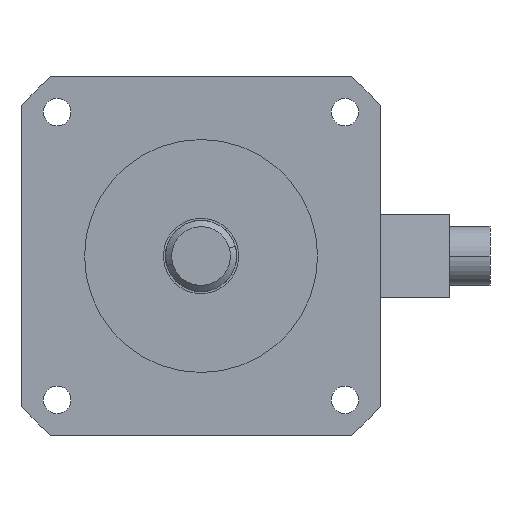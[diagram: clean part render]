
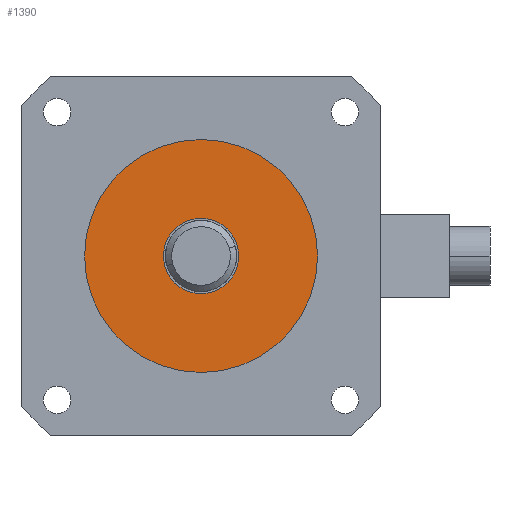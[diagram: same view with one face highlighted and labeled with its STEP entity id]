
A CAD part, left-side view. The second image highlights one B-rep face of the part: STEP entity #1390.
In plain terms, the highlighted planar face has unit normal (-1, 0, 0).
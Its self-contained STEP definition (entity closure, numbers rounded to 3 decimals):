
#88 = EDGE_CURVE ( 'NONE', #2290, #3068, #3365, .T. ) ;
#159 = CIRCLE ( 'NONE', #161, 17.5 ) ;
#161 = AXIS2_PLACEMENT_3D ( 'NONE', #162, #163, #164 ) ;
#162 = CARTESIAN_POINT ( 'NONE',  ( -3., 0., 0. ) ) ;
#163 = DIRECTION ( 'NONE',  ( -1., 0., 0. ) ) ;
#164 = DIRECTION ( 'NONE',  ( 0., -1., 0. ) ) ;
#419 = CIRCLE ( 'NONE', #420, 57.25 ) ;
#420 = AXIS2_PLACEMENT_3D ( 'NONE', #421, #422, #423 ) ;
#421 = CARTESIAN_POINT ( 'NONE',  ( -3., 0., 0. ) ) ;
#422 = DIRECTION ( 'NONE',  ( -1., 0., 0. ) ) ;
#423 = DIRECTION ( 'NONE',  ( 0., -1., 0. ) ) ;
#469 = FACE_BOUND ( 'NONE', #2832, .T. ) ;
#470 = FACE_OUTER_BOUND ( 'NONE', #1642, .T. ) ;
#471 = PLANE ( 'NONE',  #472 ) ;
#472 = AXIS2_PLACEMENT_3D ( 'NONE', #473, #474, #475 ) ;
#473 = CARTESIAN_POINT ( 'NONE',  ( -3., 17.5, 0. ) ) ;
#474 = DIRECTION ( 'NONE',  ( 1., 0., 0. ) ) ;
#475 = DIRECTION ( 'NONE',  ( 0., 1., 0. ) ) ;
#624 = ORIENTED_EDGE ( 'NONE', *, *, #913, .T. ) ;
#860 = VERTEX_POINT ( 'NONE', #3531 ) ;
#913 = EDGE_CURVE ( 'NONE', #2831, #860, #3540, .T. ) ;
#1319 = EDGE_CURVE ( 'NONE', #3068, #2290, #159, .T. ) ;
#1382 = EDGE_CURVE ( 'NONE', #860, #2831, #419, .T. ) ;
#1390 = ADVANCED_FACE ( 'NONE', ( #469, #470 ), #471, .F. ) ;
#1458 = ORIENTED_EDGE ( 'NONE', *, *, #88, .F. ) ;
#1515 = ORIENTED_EDGE ( 'NONE', *, *, #1319, .F. ) ;
#1562 = ORIENTED_EDGE ( 'NONE', *, *, #1382, .T. ) ;
#1642 = EDGE_LOOP ( 'NONE', ( #1562, #624 ) ) ;
#2290 = VERTEX_POINT ( 'NONE', #2349 ) ;
#2349 = CARTESIAN_POINT ( 'NONE',  ( -3., -17.5, 0. ) ) ;
#2624 = CARTESIAN_POINT ( 'NONE',  ( -3., 17.5, 0. ) ) ;
#2831 = VERTEX_POINT ( 'NONE', #4194 ) ;
#2832 = EDGE_LOOP ( 'NONE', ( #1458, #1515 ) ) ;
#3068 = VERTEX_POINT ( 'NONE', #2624 ) ;
#3365 = CIRCLE ( 'NONE', #3366, 17.5 ) ;
#3366 = AXIS2_PLACEMENT_3D ( 'NONE', #3367, #3368, #3370 ) ;
#3367 = CARTESIAN_POINT ( 'NONE',  ( -3., 0., 0. ) ) ;
#3368 = DIRECTION ( 'NONE',  ( -1., 0., 0. ) ) ;
#3370 = DIRECTION ( 'NONE',  ( 0., -1., 0. ) ) ;
#3531 = CARTESIAN_POINT ( 'NONE',  ( -3., -57.25, 0. ) ) ;
#3540 = CIRCLE ( 'NONE', #3541, 57.25 ) ;
#3541 = AXIS2_PLACEMENT_3D ( 'NONE', #3542, #3543, #3544 ) ;
#3542 = CARTESIAN_POINT ( 'NONE',  ( -3., 0., 0. ) ) ;
#3543 = DIRECTION ( 'NONE',  ( -1., 0., 0. ) ) ;
#3544 = DIRECTION ( 'NONE',  ( 0., -1., 0. ) ) ;
#4194 = CARTESIAN_POINT ( 'NONE',  ( -3., 57.25, 0. ) ) ;
